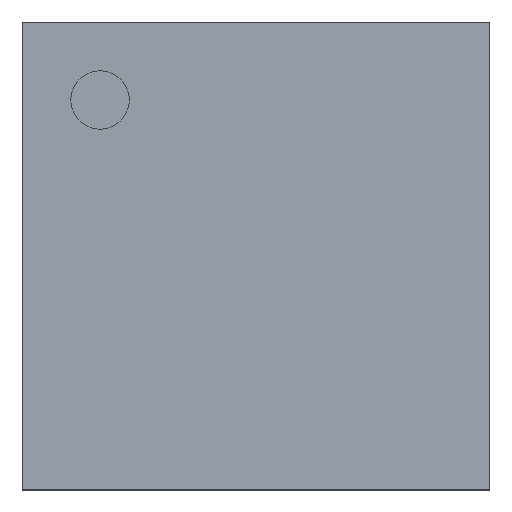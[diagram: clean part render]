
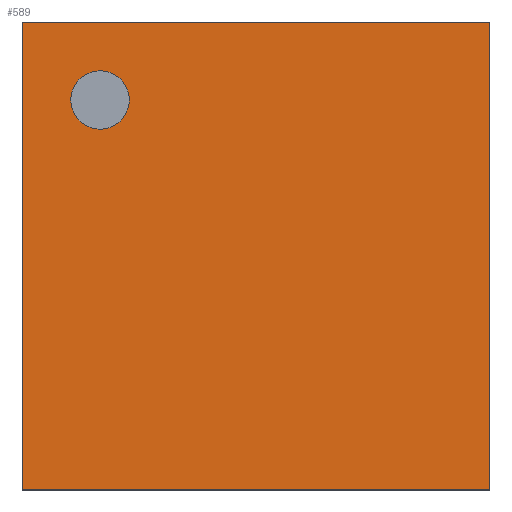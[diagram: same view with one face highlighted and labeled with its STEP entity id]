
A CAD part, top view. The second image highlights one B-rep face of the part: STEP entity #589.
In plain terms, the highlighted planar face has unit normal (0, 0, 1).
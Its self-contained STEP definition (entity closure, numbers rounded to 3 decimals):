
#525 = VERTEX_POINT('',#526);
#526 = CARTESIAN_POINT('',(0.,0.,1.2));
#541 = VERTEX_POINT('',#542);
#542 = CARTESIAN_POINT('',(0.,8.,1.2));
#548 = EDGE_CURVE('',#525,#541,#549,.T.);
#549 = LINE('',#550,#551);
#550 = CARTESIAN_POINT('',(0.,0.,1.2));
#551 = VECTOR('',#552,1.);
#552 = DIRECTION('',(-0.,1.,0.));
#571 = EDGE_CURVE('',#525,#572,#574,.T.);
#572 = VERTEX_POINT('',#573);
#573 = CARTESIAN_POINT('',(8.,0.,1.2));
#574 = LINE('',#575,#576);
#575 = CARTESIAN_POINT('',(0.,0.,1.2));
#576 = VECTOR('',#577,1.);
#577 = DIRECTION('',(1.,0.,-0.));
#589 = ADVANCED_FACE('',(#590,#608),#619,.T.);
#590 = FACE_BOUND('',#591,.T.);
#591 = EDGE_LOOP('',(#592,#593,#594,#602));
#592 = ORIENTED_EDGE('',*,*,#548,.F.);
#593 = ORIENTED_EDGE('',*,*,#571,.T.);
#594 = ORIENTED_EDGE('',*,*,#595,.T.);
#595 = EDGE_CURVE('',#572,#596,#598,.T.);
#596 = VERTEX_POINT('',#597);
#597 = CARTESIAN_POINT('',(8.,8.,1.2));
#598 = LINE('',#599,#600);
#599 = CARTESIAN_POINT('',(8.,0.,1.2));
#600 = VECTOR('',#601,1.);
#601 = DIRECTION('',(-0.,1.,0.));
#602 = ORIENTED_EDGE('',*,*,#603,.F.);
#603 = EDGE_CURVE('',#541,#596,#604,.T.);
#604 = LINE('',#605,#606);
#605 = CARTESIAN_POINT('',(0.,8.,1.2));
#606 = VECTOR('',#607,1.);
#607 = DIRECTION('',(1.,0.,-0.));
#608 = FACE_BOUND('',#609,.T.);
#609 = EDGE_LOOP('',(#610));
#610 = ORIENTED_EDGE('',*,*,#611,.F.);
#611 = EDGE_CURVE('',#612,#612,#614,.T.);
#612 = VERTEX_POINT('',#613);
#613 = CARTESIAN_POINT('',(1.833,6.667,1.2));
#614 = CIRCLE('',#615,0.5);
#615 = AXIS2_PLACEMENT_3D('',#616,#617,#618);
#616 = CARTESIAN_POINT('',(1.333,6.667,1.2));
#617 = DIRECTION('',(0.,0.,1.));
#618 = DIRECTION('',(1.,0.,-0.));
#619 = PLANE('',#620);
#620 = AXIS2_PLACEMENT_3D('',#621,#622,#623);
#621 = CARTESIAN_POINT('',(0.,0.,1.2));
#622 = DIRECTION('',(0.,0.,1.));
#623 = DIRECTION('',(1.,0.,-0.));
